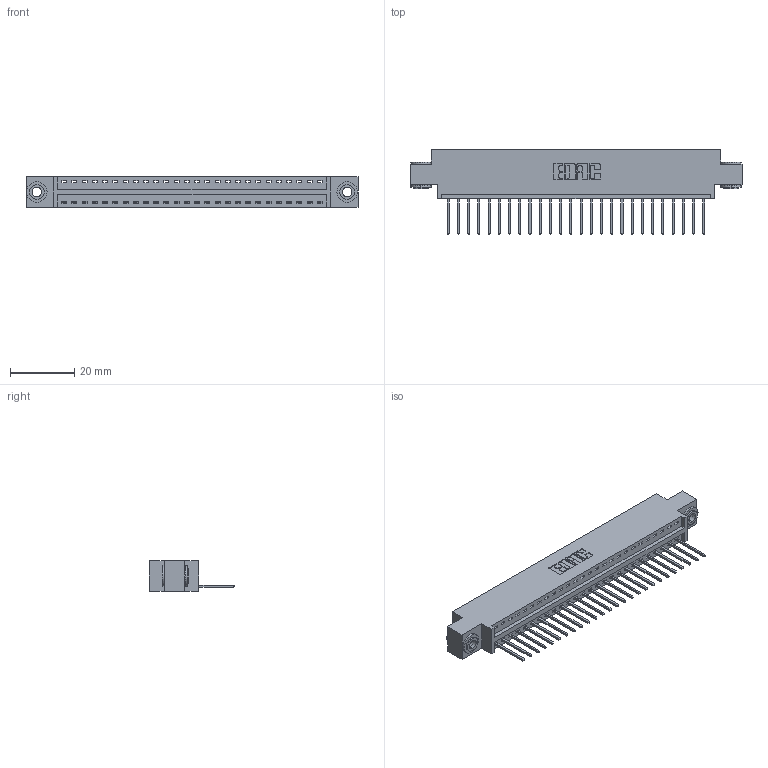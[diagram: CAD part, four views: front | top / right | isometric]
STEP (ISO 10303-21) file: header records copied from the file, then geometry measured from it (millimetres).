
FILE_DESCRIPTION (( 'STEP AP203' ), '1' );
FILE_NAME ('396-026-522-603.STEP', '2018-09-04T23:44:25', ( '' ), ( '' ), 'SwSTEP 2.0', 'SolidWorks 2016', '' );
FILE_SCHEMA (( 'CONFIG_CONTROL_DESIGN' ));
Length unit declared in the file: inch
Products named in the file (4): 345-250-002_345-250-002-102; 396-026-522-603; 346 Part_0.170 Offset - 0.156 Dia-TH; 345-292-001_345-293-122
Assembly tree (29 placements, depth 2):
  396-026-522-603
    346 Part_0.170 Offset - 0.156 Dia-TH
    345-292-001_345-293-122  x26
    345-250-002_345-250-002-102  x2
Bounding box: 103.12 x 26.42 x 9.4 mm (x, y, z)
Volume: 9629 mm3; surface area: 12337.6 mm2
Topology: 29 solids, 29 shells, 1672 faces, 4993 edges, 3290 vertices
Faces by surface type: plane 1130, cylinder 534, cone 8
Entity records: 19090 total; most frequent: CARTESIAN_POINT 3257, ORIENTED_EDGE 3210, DIRECTION 2923, EDGE_CURVE 1605, VECTOR 1345, LINE 1345, VERTEX_POINT 1066, AXIS2_PLACEMENT_3D 789
